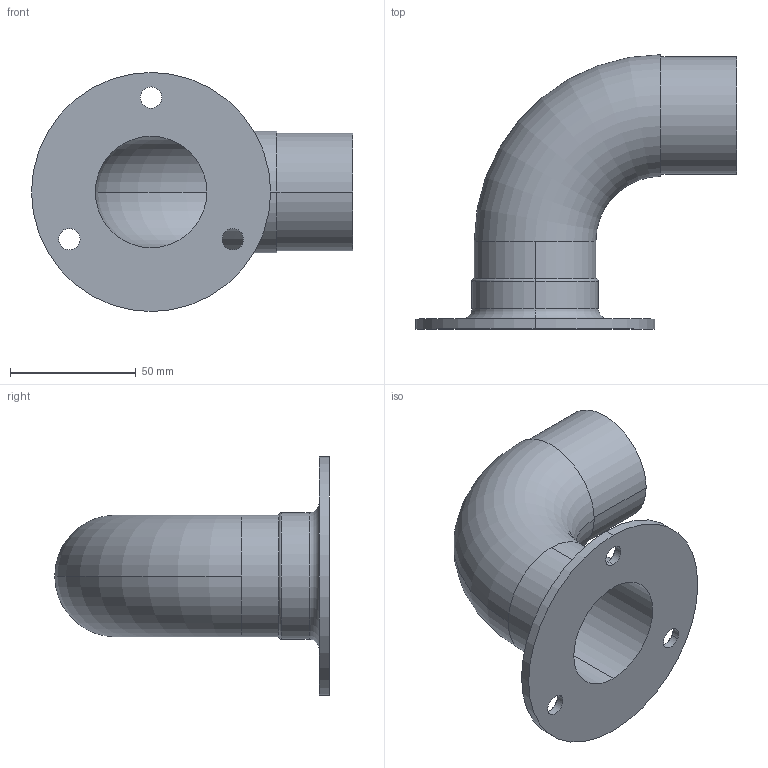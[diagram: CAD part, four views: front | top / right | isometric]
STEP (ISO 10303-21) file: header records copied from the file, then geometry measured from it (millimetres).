
FILE_DESCRIPTION (( 'STEP AP203' ), '1' );
FILE_NAME ('3D_GB3154_48.3x2_188702028.STEP', '2024-10-09T08:06:20', ( '' ), ( '' ), 'SwSTEP 2.0', 'SolidWorks 2024', '' );
FILE_SCHEMA (( 'CONFIG_CONTROL_DESIGN' ));
Length unit declared in the file: millimetre
Products named in the file (1): 3D_GB3154_48.3x2_188702028
Bounding box: 127.5 x 109 x 95 mm (x, y, z)
Volume: 61438.4 mm3; surface area: 52948.6 mm2
Topology: 1 solids, 1 shells, 36 faces, 86 edges, 54 vertices
Faces by surface type: cylinder 18, torus 8, cone 6, plane 4
Entity records: 1165 total; most frequent: DIRECTION 222, CARTESIAN_POINT 177, ORIENTED_EDGE 172, AXIS2_PLACEMENT_3D 99, EDGE_CURVE 86, CIRCLE 62, VERTEX_POINT 54, EDGE_LOOP 46
